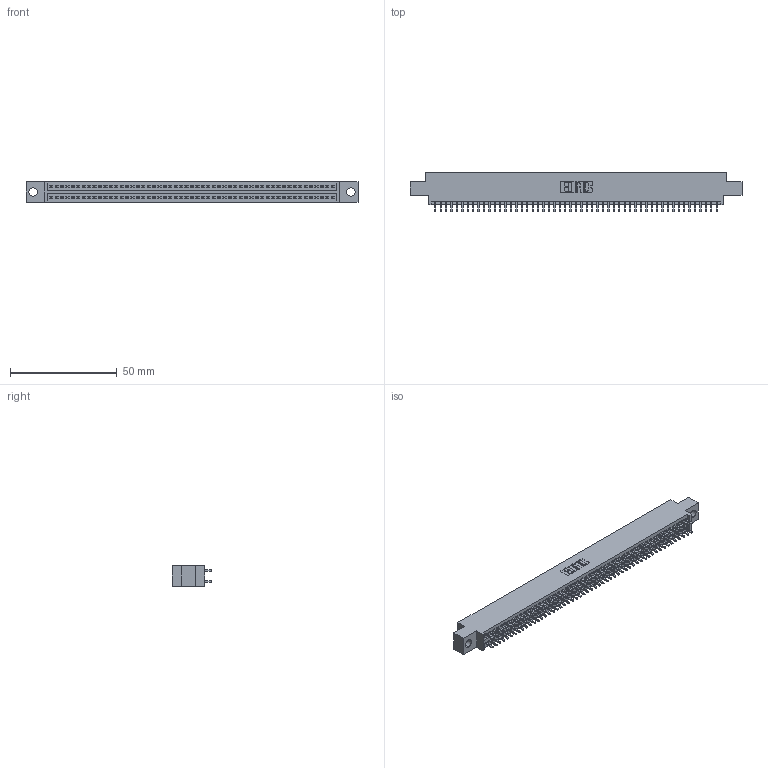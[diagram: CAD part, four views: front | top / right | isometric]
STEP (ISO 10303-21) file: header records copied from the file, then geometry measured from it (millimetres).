
FILE_DESCRIPTION (( 'STEP AP203' ), '1' );
FILE_NAME ('395-106-521-804.STEP', '2021-06-17T16:27:18', ( '' ), ( '' ), 'SwSTEP 2.0', 'SolidWorks 2020', '' );
FILE_SCHEMA (( 'CONFIG_CONTROL_DESIGN' ));
Length unit declared in the file: inch
Products named in the file (3): 345-292-001_345-293-121; 395-106-521-804; 345 Part_0.170 Offset - 0.156 Dia-TI
Assembly tree (107 placements, depth 2):
  395-106-521-804
    345 Part_0.170 Offset - 0.156 Dia-TI
    345-292-001_345-293-121  x106
Bounding box: 155.83 x 18.72 x 9.4 mm (x, y, z)
Volume: 14976.9 mm3; surface area: 22064.9 mm2
Topology: 107 solids, 107 shells, 5444 faces, 16183 edges, 10646 vertices
Faces by surface type: plane 3596, cylinder 1848
Entity records: 40673 total; most frequent: CARTESIAN_POINT 6814, ORIENTED_EDGE 6746, DIRECTION 5993, EDGE_CURVE 3373, VECTOR 3029, LINE 3029, VERTEX_POINT 2246, AXIS2_PLACEMENT_3D 1482
